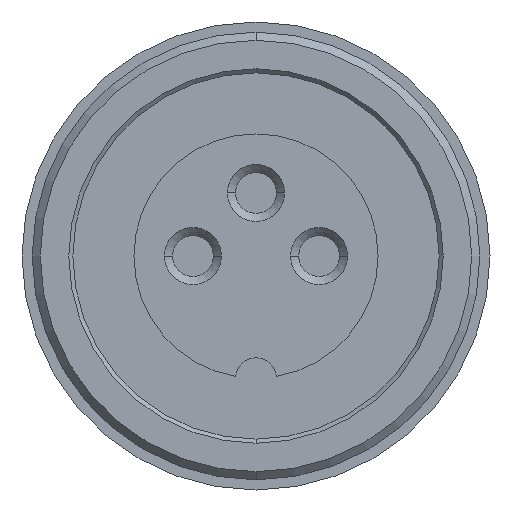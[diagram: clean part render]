
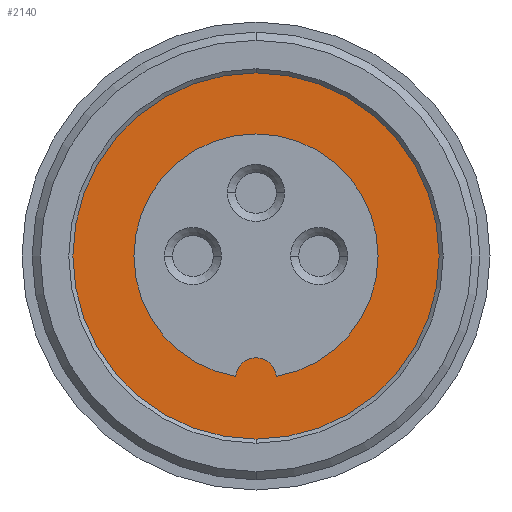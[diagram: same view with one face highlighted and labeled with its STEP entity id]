
A CAD part, front view. The second image highlights one B-rep face of the part: STEP entity #2140.
In plain terms, the highlighted planar face has unit normal (0, -1, 0).
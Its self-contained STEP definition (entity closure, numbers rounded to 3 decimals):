
#281=CARTESIAN_POINT('',(0.0,-5.0,4.5));
#282=VERTEX_POINT('',#281);
#290=CARTESIAN_POINT('',(0.,-5.0,-4.5));
#291=VERTEX_POINT('',#290);
#298=CARTESIAN_POINT('',(0.0,-5.0,0.0));
#299=DIRECTION('',(0.0,1.0,0.0));
#300=DIRECTION('',(0.0,0.0,1.0));
#301=AXIS2_PLACEMENT_3D('',#298,#299,#300);
#302=CIRCLE('',#301,4.5);
#303=EDGE_CURVE('',#291,#282,#302,.T.);
#315=CARTESIAN_POINT('',(0.,-5.0,3.));
#316=VERTEX_POINT('',#315);
#332=CARTESIAN_POINT('',(0.498,-5.,-2.958));
#333=VERTEX_POINT('',#332);
#340=CARTESIAN_POINT('',(0.0,-5.0,0.0));
#341=DIRECTION('',(0.0,1.0,0.0));
#342=DIRECTION('',(0.0,0.0,1.0));
#343=AXIS2_PLACEMENT_3D('',#340,#341,#342);
#344=CIRCLE('',#343,3.);
#345=EDGE_CURVE('',#316,#333,#344,.T.);
#1117=CARTESIAN_POINT('',(-0.498,-5.,-2.958));
#1118=VERTEX_POINT('',#1117);
#1119=CARTESIAN_POINT('',(0.0,-5.0,-3.));
#1120=DIRECTION('',(0.0,-1.,0.0));
#1121=DIRECTION('',(-0.997,0.0,-0.083));
#1122=AXIS2_PLACEMENT_3D('',#1119,#1120,#1121);
#1123=CIRCLE('',#1122,0.5);
#1124=EDGE_CURVE('',#333,#1118,#1123,.T.);
#2108=CARTESIAN_POINT('',(0.0,-5.0,0.0));
#2109=DIRECTION('',(0.0,1.0,0.0));
#2110=DIRECTION('',(0.0,0.0,1.0));
#2111=AXIS2_PLACEMENT_3D('',#2108,#2109,#2110);
#2112=CIRCLE('',#2111,3.);
#2113=EDGE_CURVE('',#1118,#316,#2112,.T.);
#2120=CARTESIAN_POINT('',(0.0,-5.0,3.75));
#2121=DIRECTION('',(0.0,-1.0,0.0));
#2122=DIRECTION('',(0.0,0.0,-1.0));
#2123=AXIS2_PLACEMENT_3D('',#2120,#2121,#2122);
#2124=PLANE('',#2123);
#2125=CARTESIAN_POINT('',(0.0,-5.0,0.0));
#2126=DIRECTION('',(0.0,1.0,0.0));
#2127=DIRECTION('',(0.0,0.0,1.0));
#2128=AXIS2_PLACEMENT_3D('',#2125,#2126,#2127);
#2129=CIRCLE('',#2128,4.5);
#2130=EDGE_CURVE('',#282,#291,#2129,.T.);
#2131=ORIENTED_EDGE('',*,*,#2130,.F.);
#2132=ORIENTED_EDGE('',*,*,#303,.F.);
#2133=EDGE_LOOP('',(#2131,#2132));
#2134=FACE_OUTER_BOUND('',#2133,.T.);
#2135=ORIENTED_EDGE('',*,*,#2113,.T.);
#2136=ORIENTED_EDGE('',*,*,#345,.T.);
#2137=ORIENTED_EDGE('',*,*,#1124,.T.);
#2138=EDGE_LOOP('',(#2135,#2136,#2137));
#2139=FACE_BOUND('',#2138,.T.);
#2140=ADVANCED_FACE('',(#2134,#2139),#2124,.T.);
